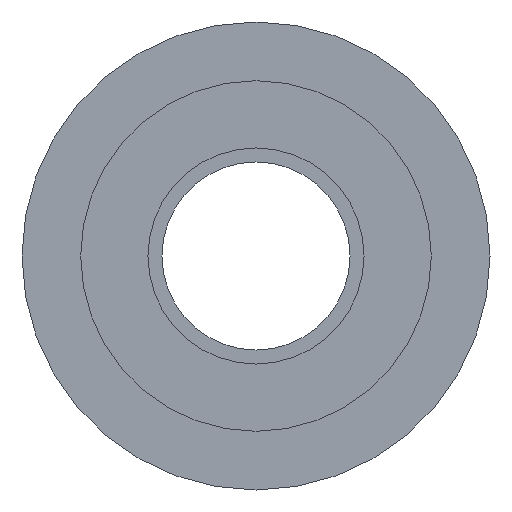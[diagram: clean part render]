
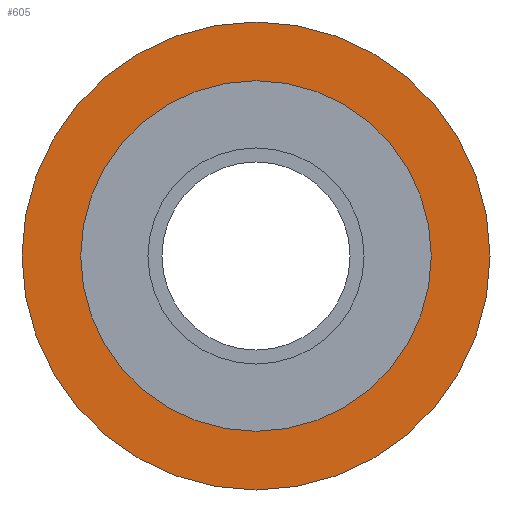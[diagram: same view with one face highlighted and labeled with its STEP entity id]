
A CAD part, front view. The second image highlights one B-rep face of the part: STEP entity #605.
In plain terms, the highlighted planar face has unit normal (0, -1, 0).
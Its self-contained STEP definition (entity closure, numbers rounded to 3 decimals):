
#61=FACE_BOUND('',#154,.T.);
#72=PLANE('',#759);
#108=FACE_OUTER_BOUND('',#153,.T.);
#153=EDGE_LOOP('',(#446,#447));
#154=EDGE_LOOP('',(#448,#449));
#243=CIRCLE('',#747,27.5);
#244=CIRCLE('',#748,27.5);
#249=CIRCLE('',#757,20.6);
#250=CIRCLE('',#758,20.6);
#284=VERTEX_POINT('',#1045);
#285=VERTEX_POINT('',#1047);
#290=VERTEX_POINT('',#1063);
#291=VERTEX_POINT('',#1065);
#339=EDGE_CURVE('',#284,#285,#243,.T.);
#340=EDGE_CURVE('',#285,#284,#244,.T.);
#347=EDGE_CURVE('',#291,#290,#249,.T.);
#348=EDGE_CURVE('',#290,#291,#250,.T.);
#446=ORIENTED_EDGE('',*,*,#340,.F.);
#447=ORIENTED_EDGE('',*,*,#339,.F.);
#448=ORIENTED_EDGE('',*,*,#347,.T.);
#449=ORIENTED_EDGE('',*,*,#348,.T.);
#605=ADVANCED_FACE('',(#108,#61),#72,.T.);
#747=AXIS2_PLACEMENT_3D('',#1048,#848,#849);
#748=AXIS2_PLACEMENT_3D('',#1049,#850,#851);
#757=AXIS2_PLACEMENT_3D('',#1066,#870,#871);
#758=AXIS2_PLACEMENT_3D('',#1067,#872,#873);
#759=AXIS2_PLACEMENT_3D('',#1068,#874,#875);
#848=DIRECTION('center_axis',(0.,1.,0.));
#849=DIRECTION('ref_axis',(1.,0.,0.));
#850=DIRECTION('center_axis',(0.,1.,0.));
#851=DIRECTION('ref_axis',(1.,0.,0.));
#870=DIRECTION('center_axis',(0.,1.,0.));
#871=DIRECTION('ref_axis',(1.,0.,0.));
#872=DIRECTION('center_axis',(0.,1.,0.));
#873=DIRECTION('ref_axis',(1.,0.,0.));
#874=DIRECTION('center_axis',(0.,-1.,0.));
#875=DIRECTION('ref_axis',(0.,0.,-1.));
#1045=CARTESIAN_POINT('',(27.5,0.,0.));
#1047=CARTESIAN_POINT('',(-27.5,0.,0.));
#1048=CARTESIAN_POINT('Origin',(0.,0.,0.));
#1049=CARTESIAN_POINT('Origin',(0.,0.,0.));
#1063=CARTESIAN_POINT('',(20.6,0.,0.));
#1065=CARTESIAN_POINT('',(-20.6,0.,0.));
#1066=CARTESIAN_POINT('Origin',(0.,0.,0.));
#1067=CARTESIAN_POINT('Origin',(0.,0.,0.));
#1068=CARTESIAN_POINT('Origin',(-27.5,0.,0.));
